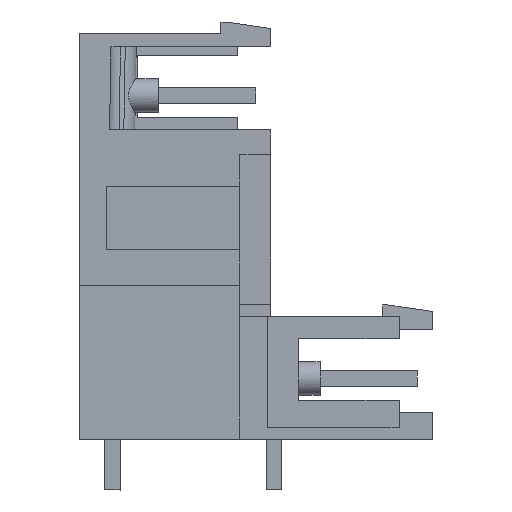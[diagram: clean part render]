
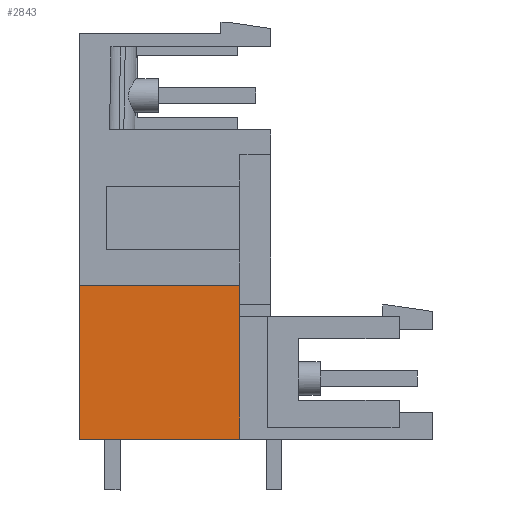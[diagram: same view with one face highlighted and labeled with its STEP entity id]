
A CAD part, left-side view. The second image highlights one B-rep face of the part: STEP entity #2843.
In plain terms, the highlighted planar face has unit normal (-1, 0, 0).
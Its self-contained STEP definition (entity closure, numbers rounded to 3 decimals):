
#2823=AXIS2_PLACEMENT_3D('Plane Axis2P3D',#2820,#2821,#2822) ;
#1324=CARTESIAN_POINT('Vertex',(1.54,12.1,3.2)) ;
#1327=CARTESIAN_POINT('Line Origine',(1.54,17.13,3.2)) ;
#1331=CARTESIAN_POINT('Vertex',(1.54,22.16,3.2)) ;
#2799=CARTESIAN_POINT('Line Origine',(1.54,22.16,8.025)) ;
#2803=CARTESIAN_POINT('Vertex',(1.54,22.16,12.85)) ;
#2820=CARTESIAN_POINT('Axis2P3D Location',(1.54,12.1,3.2)) ;
#2825=CARTESIAN_POINT('Line Origine',(1.54,12.1,8.025)) ;
#2829=CARTESIAN_POINT('Vertex',(1.54,12.1,12.85)) ;
#2832=CARTESIAN_POINT('Line Origine',(1.54,17.13,12.85)) ;
#1328=DIRECTION('Vector Direction',(0.,1.,0.)) ;
#2800=DIRECTION('Vector Direction',(0.,0.,1.)) ;
#2821=DIRECTION('Axis2P3D Direction',(-1.,0.,0.)) ;
#2822=DIRECTION('Axis2P3D XDirection',(0.,0.,1.)) ;
#2826=DIRECTION('Vector Direction',(0.,0.,1.)) ;
#2833=DIRECTION('Vector Direction',(0.,1.,0.)) ;
#1329=VECTOR('Line Direction',#1328,1.) ;
#2801=VECTOR('Line Direction',#2800,1.) ;
#2827=VECTOR('Line Direction',#2826,1.) ;
#2834=VECTOR('Line Direction',#2833,1.) ;
#2838=ORIENTED_EDGE('',*,*,#1333,.F.) ;
#2839=ORIENTED_EDGE('',*,*,#2831,.T.) ;
#2840=ORIENTED_EDGE('',*,*,#2836,.T.) ;
#2841=ORIENTED_EDGE('',*,*,#2805,.F.) ;
#2843=ADVANCED_FACE('HOUSING',(#2842),#2824,.T.) ;
#1333=EDGE_CURVE('',#1325,#1332,#1330,.T.) ;
#2805=EDGE_CURVE('',#1332,#2804,#2802,.T.) ;
#2831=EDGE_CURVE('',#1325,#2830,#2828,.T.) ;
#2836=EDGE_CURVE('',#2830,#2804,#2835,.T.) ;
#2837=EDGE_LOOP('',(#2838,#2839,#2840,#2841)) ;
#2842=FACE_OUTER_BOUND('',#2837,.T.) ;
#1330=LINE('Line',#1327,#1329) ;
#2802=LINE('Line',#2799,#2801) ;
#2828=LINE('Line',#2825,#2827) ;
#2835=LINE('Line',#2832,#2834) ;
#2824=PLANE('',#2823) ;
#1325=VERTEX_POINT('',#1324) ;
#1332=VERTEX_POINT('',#1331) ;
#2804=VERTEX_POINT('',#2803) ;
#2830=VERTEX_POINT('',#2829) ;
